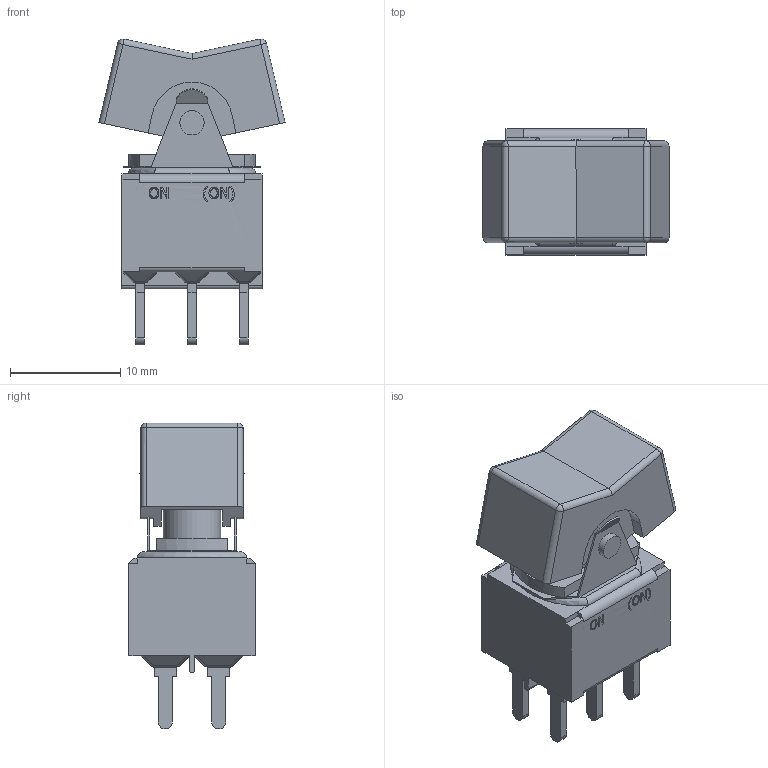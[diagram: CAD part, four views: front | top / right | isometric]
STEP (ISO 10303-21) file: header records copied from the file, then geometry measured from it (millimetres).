
FILE_DESCRIPTION((' '),'2;1');
FILE_NAME('300DPxJ1xxxM2xE.stp','2017-07-26T15:41:37',(' '),(' '),' ','ACIS',' ');
FILE_SCHEMA(('CONFIG_CONTROL_DESIGN'));
Length unit declared in the file: inch
Products named in the file (1): 300DPxJ1xxxM2xE.stp
Bounding box: 16.87 x 11.43 x 27.75 mm (x, y, z)
Volume: 1497.3 mm3; surface area: 2782.9 mm2
Topology: 1 solids, 2 shells, 496 faces, 1218 edges, 752 vertices
Faces by surface type: plane 337, cylinder 89, bspline 40, sphere 28, torus 2
Full cylindrical faces by diameter (mm): 2.2 x4, 3.2 x1, 5.2 x1
Entity records: 14663 total; most frequent: CARTESIAN_POINT 3067, ORIENTED_EDGE 2420, DIRECTION 2240, EDGE_CURVE 1210, VECTOR 926, LINE 926, VERTEX_POINT 750, AXIS2_PLACEMENT_3D 657
